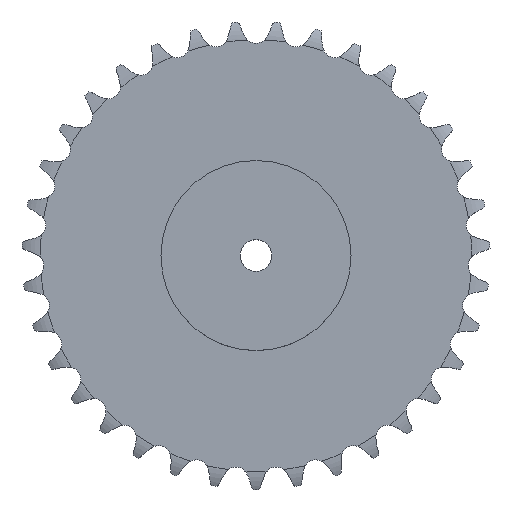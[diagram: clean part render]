
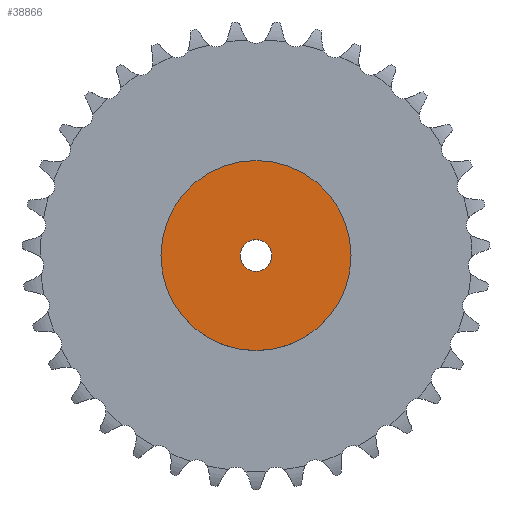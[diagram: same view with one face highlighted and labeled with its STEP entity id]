
A CAD part, top view. The second image highlights one B-rep face of the part: STEP entity #38866.
In plain terms, the highlighted planar face has unit normal (0, 0, 1).
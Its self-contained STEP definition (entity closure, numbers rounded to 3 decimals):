
#4431 = CYLINDRICAL_SURFACE('',#4432,75.);
#4432 = AXIS2_PLACEMENT_3D('',#4433,#4434,#4435);
#4433 = CARTESIAN_POINT('',(0.,0.,0.));
#4434 = DIRECTION('',(-0.,-0.,-1.));
#4435 = DIRECTION('',(1.,0.,0.));
#24403 = VERTEX_POINT('',#24404);
#24404 = CARTESIAN_POINT('',(75.,0.,55.));
#24425 = EDGE_CURVE('',#24403,#24403,#24426,.T.);
#24426 = SURFACE_CURVE('',#24427,(#24432,#24439),.PCURVE_S1.);
#24427 = CIRCLE('',#24428,75.);
#24428 = AXIS2_PLACEMENT_3D('',#24429,#24430,#24431);
#24429 = CARTESIAN_POINT('',(0.,0.,55.));
#24430 = DIRECTION('',(0.,0.,1.));
#24431 = DIRECTION('',(1.,0.,0.));
#24432 = PCURVE('',#4431,#24433);
#24433 = DEFINITIONAL_REPRESENTATION('',(#24434),#24438);
#24434 = LINE('',#24435,#24436);
#24435 = CARTESIAN_POINT('',(-0.,-55.));
#24436 = VECTOR('',#24437,1.);
#24437 = DIRECTION('',(-1.,0.));
#24438 = ( GEOMETRIC_REPRESENTATION_CONTEXT(2) 
PARAMETRIC_REPRESENTATION_CONTEXT() REPRESENTATION_CONTEXT('2D SPACE',''
  ) );
#24439 = PCURVE('',#24440,#24445);
#24440 = PLANE('',#24441);
#24441 = AXIS2_PLACEMENT_3D('',#24442,#24443,#24444);
#24442 = CARTESIAN_POINT('',(0.,0.,55.)
  );
#24443 = DIRECTION('',(0.,0.,1.));
#24444 = DIRECTION('',(1.,0.,0.));
#24445 = DEFINITIONAL_REPRESENTATION('',(#24446),#24450);
#24446 = CIRCLE('',#24447,75.);
#24447 = AXIS2_PLACEMENT_2D('',#24448,#24449);
#24448 = CARTESIAN_POINT('',(0.,0.));
#24449 = DIRECTION('',(1.,0.));
#24450 = ( GEOMETRIC_REPRESENTATION_CONTEXT(2) 
PARAMETRIC_REPRESENTATION_CONTEXT() REPRESENTATION_CONTEXT('2D SPACE',''
  ) );
#33109 = CYLINDRICAL_SURFACE('',#33110,12.5);
#33110 = AXIS2_PLACEMENT_3D('',#33111,#33112,#33113);
#33111 = CARTESIAN_POINT('',(0.,0.,554.368));
#33112 = DIRECTION('',(0.,0.,1.));
#33113 = DIRECTION('',(1.,0.,0.));
#38866 = ADVANCED_FACE('',(#38867,#38870),#24440,.T.);
#38867 = FACE_BOUND('',#38868,.T.);
#38868 = EDGE_LOOP('',(#38869));
#38869 = ORIENTED_EDGE('',*,*,#24425,.T.);
#38870 = FACE_BOUND('',#38871,.T.);
#38871 = EDGE_LOOP('',(#38872));
#38872 = ORIENTED_EDGE('',*,*,#38873,.F.);
#38873 = EDGE_CURVE('',#38874,#38874,#38876,.T.);
#38874 = VERTEX_POINT('',#38875);
#38875 = CARTESIAN_POINT('',(12.5,0.,55.));
#38876 = SURFACE_CURVE('',#38877,(#38882,#38889),.PCURVE_S1.);
#38877 = CIRCLE('',#38878,12.5);
#38878 = AXIS2_PLACEMENT_3D('',#38879,#38880,#38881);
#38879 = CARTESIAN_POINT('',(0.,0.,55.));
#38880 = DIRECTION('',(0.,0.,1.));
#38881 = DIRECTION('',(1.,0.,0.));
#38882 = PCURVE('',#24440,#38883);
#38883 = DEFINITIONAL_REPRESENTATION('',(#38884),#38888);
#38884 = CIRCLE('',#38885,12.5);
#38885 = AXIS2_PLACEMENT_2D('',#38886,#38887);
#38886 = CARTESIAN_POINT('',(0.,0.));
#38887 = DIRECTION('',(1.,0.));
#38888 = ( GEOMETRIC_REPRESENTATION_CONTEXT(2) 
PARAMETRIC_REPRESENTATION_CONTEXT() REPRESENTATION_CONTEXT('2D SPACE',''
  ) );
#38889 = PCURVE('',#33109,#38890);
#38890 = DEFINITIONAL_REPRESENTATION('',(#38891),#38895);
#38891 = LINE('',#38892,#38893);
#38892 = CARTESIAN_POINT('',(0.,-499.368));
#38893 = VECTOR('',#38894,1.);
#38894 = DIRECTION('',(1.,0.));
#38895 = ( GEOMETRIC_REPRESENTATION_CONTEXT(2) 
PARAMETRIC_REPRESENTATION_CONTEXT() REPRESENTATION_CONTEXT('2D SPACE',''
  ) );
